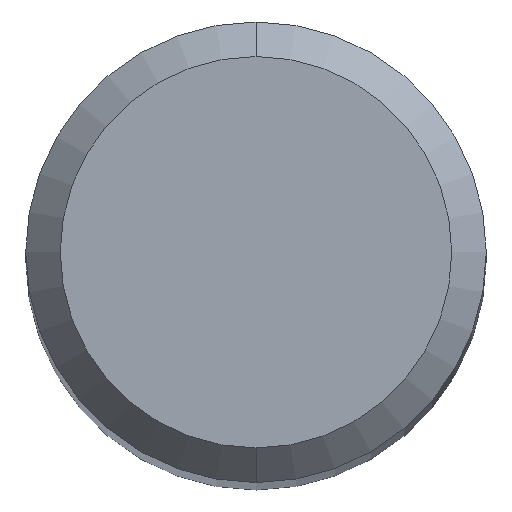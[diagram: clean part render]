
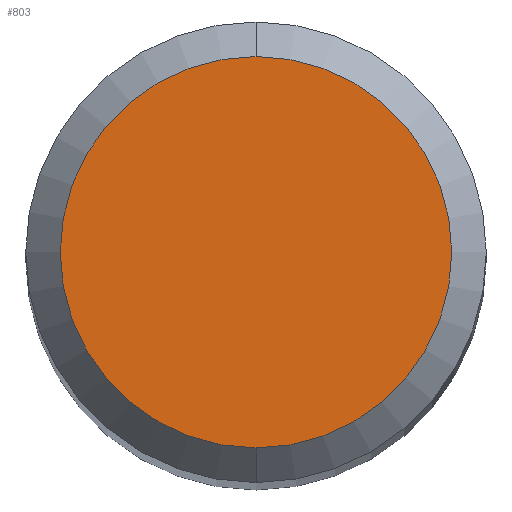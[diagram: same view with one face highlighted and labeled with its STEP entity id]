
A CAD part, top view. The second image highlights one B-rep face of the part: STEP entity #803.
In plain terms, the highlighted planar face has unit normal (0, 0, 1).
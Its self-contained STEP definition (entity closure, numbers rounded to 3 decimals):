
#373=VERTEX_POINT('',#1018);
#555=EDGE_CURVE('',#373,#819,#1222,.T.);
#689=EDGE_CURVE('',#819,#373,#1366,.T.);
#803=ADVANCED_FACE('',(#1489),#1490,.T.);
#819=VERTEX_POINT('',#1508);
#1018=CARTESIAN_POINT('',(0.0,1.7,0.0));
#1222=CIRCLE('',#2255,1.7);
#1366=CIRCLE('',#2571,1.7);
#1489=FACE_OUTER_BOUND('',#2977,.T.);
#1490=PLANE('',#2978);
#1508=CARTESIAN_POINT('',(0.,-1.7,0.0));
#2255=AXIS2_PLACEMENT_3D('',#3781,#3782,#3783);
#2571=AXIS2_PLACEMENT_3D('',#3929,#3930,#3931);
#2977=EDGE_LOOP('',(#4037,#4038));
#2978=AXIS2_PLACEMENT_3D('',#4039,#4040,#4041);
#3781=CARTESIAN_POINT('',(0.0,0.0,0.0));
#3782=DIRECTION('',(0.0,0.0,-1.0));
#3783=DIRECTION('',(0.0,1.0,0.0));
#3929=CARTESIAN_POINT('',(0.0,0.0,0.0));
#3930=DIRECTION('',(0.0,0.0,-1.0));
#3931=DIRECTION('',(0.0,1.0,0.0));
#4037=ORIENTED_EDGE('',*,*,#555,.F.);
#4038=ORIENTED_EDGE('',*,*,#689,.F.);
#4039=CARTESIAN_POINT('',(0.0,0.85,0.0));
#4040=DIRECTION('',(-0.0,0.0,1.0));
#4041=DIRECTION('',(0.0,-1.0,0.0));
